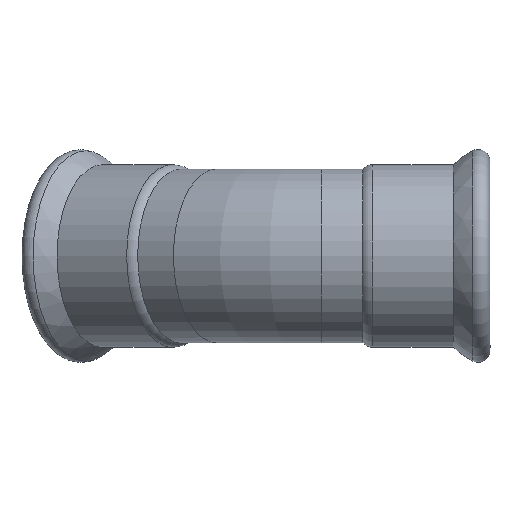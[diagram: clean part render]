
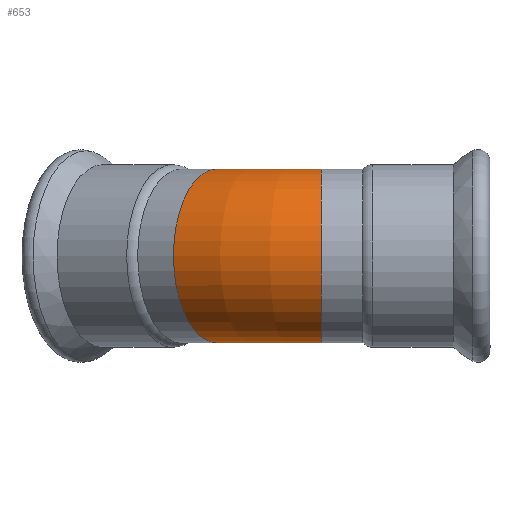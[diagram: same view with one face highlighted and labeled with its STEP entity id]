
A CAD part, top view. The second image highlights one B-rep face of the part: STEP entity #653.
In plain terms, the highlighted toroidal (fillet/blend) face has major radius 107 mm and minor radius 44.45 mm.
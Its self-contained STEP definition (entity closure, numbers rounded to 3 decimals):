
#28=TOROIDAL_SURFACE('',#765,107.,44.45);
#91=FACE_OUTER_BOUND('',#122,.T.);
#122=EDGE_LOOP('',(#545,#546,#547,#548,#549,#550,#551,#552));
#183=CIRCLE('',#743,44.45);
#184=CIRCLE('',#744,44.45);
#185=CIRCLE('',#745,44.45);
#199=CIRCLE('',#766,62.55);
#200=CIRCLE('',#767,44.45);
#201=CIRCLE('',#768,44.45);
#202=CIRCLE('',#769,44.45);
#272=VERTEX_POINT('',#1228);
#273=VERTEX_POINT('',#1230);
#274=VERTEX_POINT('',#1232);
#284=VERTEX_POINT('',#1266);
#285=VERTEX_POINT('',#1268);
#286=VERTEX_POINT('',#1270);
#363=EDGE_CURVE('',#272,#273,#183,.T.);
#364=EDGE_CURVE('',#273,#274,#184,.T.);
#365=EDGE_CURVE('',#274,#272,#185,.T.);
#381=EDGE_CURVE('',#274,#284,#199,.T.);
#382=EDGE_CURVE('',#284,#285,#200,.T.);
#383=EDGE_CURVE('',#285,#286,#201,.T.);
#384=EDGE_CURVE('',#286,#284,#202,.T.);
#545=ORIENTED_EDGE('',*,*,#364,.F.);
#546=ORIENTED_EDGE('',*,*,#363,.F.);
#547=ORIENTED_EDGE('',*,*,#365,.F.);
#548=ORIENTED_EDGE('',*,*,#381,.T.);
#549=ORIENTED_EDGE('',*,*,#382,.T.);
#550=ORIENTED_EDGE('',*,*,#383,.T.);
#551=ORIENTED_EDGE('',*,*,#384,.T.);
#552=ORIENTED_EDGE('',*,*,#381,.F.);
#653=ADVANCED_FACE('',(#91),#28,.T.);
#743=AXIS2_PLACEMENT_3D('',#1231,#931,#932);
#744=AXIS2_PLACEMENT_3D('',#1233,#933,#934);
#745=AXIS2_PLACEMENT_3D('',#1234,#935,#936);
#765=AXIS2_PLACEMENT_3D('',#1265,#977,#978);
#766=AXIS2_PLACEMENT_3D('',#1267,#979,#980);
#767=AXIS2_PLACEMENT_3D('',#1269,#981,#982);
#768=AXIS2_PLACEMENT_3D('',#1271,#983,#984);
#769=AXIS2_PLACEMENT_3D('',#1272,#985,#986);
#931=DIRECTION('center_axis',(-0.866,0.,-0.5));
#932=DIRECTION('ref_axis',(0.5,0.,-0.866));
#933=DIRECTION('center_axis',(-0.866,0.,-0.5));
#934=DIRECTION('ref_axis',(0.5,0.,-0.866));
#935=DIRECTION('center_axis',(-0.866,0.,-0.5));
#936=DIRECTION('ref_axis',(0.5,0.,-0.866));
#977=DIRECTION('center_axis',(0.,-1.,0.));
#978=DIRECTION('ref_axis',(0.,0.,-1.));
#979=DIRECTION('center_axis',(0.,1.,0.));
#980=DIRECTION('ref_axis',(0.,0.,-1.));
#981=DIRECTION('center_axis',(-1.,0.,0.));
#982=DIRECTION('ref_axis',(0.,0.,-1.));
#983=DIRECTION('center_axis',(-1.,0.,0.));
#984=DIRECTION('ref_axis',(0.,0.,-1.));
#985=DIRECTION('center_axis',(-1.,0.,0.));
#986=DIRECTION('ref_axis',(0.,0.,-1.));
#1228=CARTESIAN_POINT('',(-139.829,-44.45,-14.335));
#1230=CARTESIAN_POINT('',(-139.829,44.45,-14.335));
#1231=CARTESIAN_POINT('Origin',(-139.829,0.,-14.335));
#1232=CARTESIAN_POINT('',(-117.604,0.,-52.83));
#1233=CARTESIAN_POINT('Origin',(-139.829,0.,-14.335));
#1234=CARTESIAN_POINT('Origin',(-139.829,0.,-14.335));
#1265=CARTESIAN_POINT('Origin',(-86.329,0.,-107.));
#1266=CARTESIAN_POINT('',(-86.329,0.,-44.45));
#1267=CARTESIAN_POINT('Origin',(-86.329,0.,
-107.));
#1268=CARTESIAN_POINT('',(-86.329,-44.45,0.));
#1269=CARTESIAN_POINT('Origin',(-86.329,0.,0.));
#1270=CARTESIAN_POINT('',(-86.329,44.45,0.));
#1271=CARTESIAN_POINT('Origin',(-86.329,0.,0.));
#1272=CARTESIAN_POINT('Origin',(-86.329,0.,0.));
